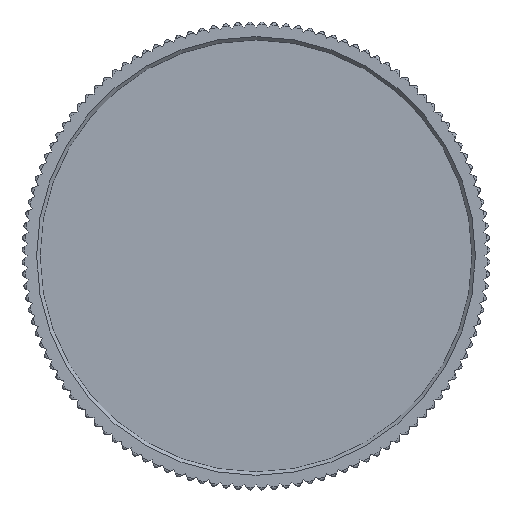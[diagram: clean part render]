
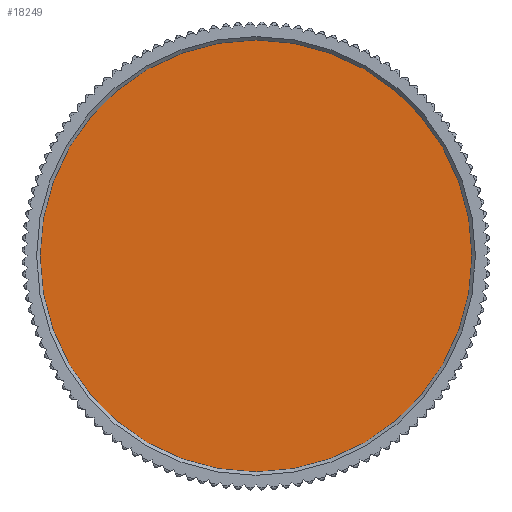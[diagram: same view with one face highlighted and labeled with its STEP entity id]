
A CAD part, top view. The second image highlights one B-rep face of the part: STEP entity #18249.
In plain terms, the highlighted planar face has unit normal (0, 0, 1).
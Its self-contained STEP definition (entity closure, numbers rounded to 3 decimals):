
#1310 = AXIS2_PLACEMENT_3D ( 'NONE', #16883, #22302, #18943 ) ;
#7268 = DIRECTION ( 'NONE',  ( 0., 0., -1. ) ) ;
#10078 = CARTESIAN_POINT ( 'NONE',  ( 0., 0., 0.7 ) ) ;
#11596 = EDGE_CURVE ( 'NONE', #34541, #31019, #26978, .T. ) ;
#12049 = ORIENTED_EDGE ( 'NONE', *, *, #33376, .F. ) ;
#12626 = EDGE_LOOP ( 'NONE', ( #12049, #35883 ) ) ;
#15475 = AXIS2_PLACEMENT_3D ( 'NONE', #10078, #7268, #18309 ) ;
#16520 = CARTESIAN_POINT ( 'NONE',  ( -26.1, 0., 0.7 ) ) ;
#16756 = CARTESIAN_POINT ( 'NONE',  ( 0., 0., 0.7 ) ) ;
#16883 = CARTESIAN_POINT ( 'NONE',  ( -26.1, 0., 0.7 ) ) ;
#18249 = ADVANCED_FACE ( 'NONE', ( #36523 ), #31104, .T. ) ;
#18309 = DIRECTION ( 'NONE',  ( -1., 0., 0. ) ) ;
#18462 = CARTESIAN_POINT ( 'NONE',  ( 26.1, 0., 0.7 ) ) ;
#18943 = DIRECTION ( 'NONE',  ( 1., 0., 0. ) ) ;
#22302 = DIRECTION ( 'NONE',  ( 0., 0., 1. ) ) ;
#23235 = CIRCLE ( 'NONE', #15475, 26.1 ) ;
#23972 = AXIS2_PLACEMENT_3D ( 'NONE', #16756, #31709, #28359 ) ;
#26978 = CIRCLE ( 'NONE', #23972, 26.1 ) ;
#28359 = DIRECTION ( 'NONE',  ( -1., 0., 0. ) ) ;
#31019 = VERTEX_POINT ( 'NONE', #16520 ) ;
#31104 = PLANE ( 'NONE',  #1310 ) ;
#31709 = DIRECTION ( 'NONE',  ( 0., 0., -1. ) ) ;
#33376 = EDGE_CURVE ( 'NONE', #31019, #34541, #23235, .T. ) ;
#34541 = VERTEX_POINT ( 'NONE', #18462 ) ;
#35883 = ORIENTED_EDGE ( 'NONE', *, *, #11596, .F. ) ;
#36523 = FACE_OUTER_BOUND ( 'NONE', #12626, .T. ) ;
